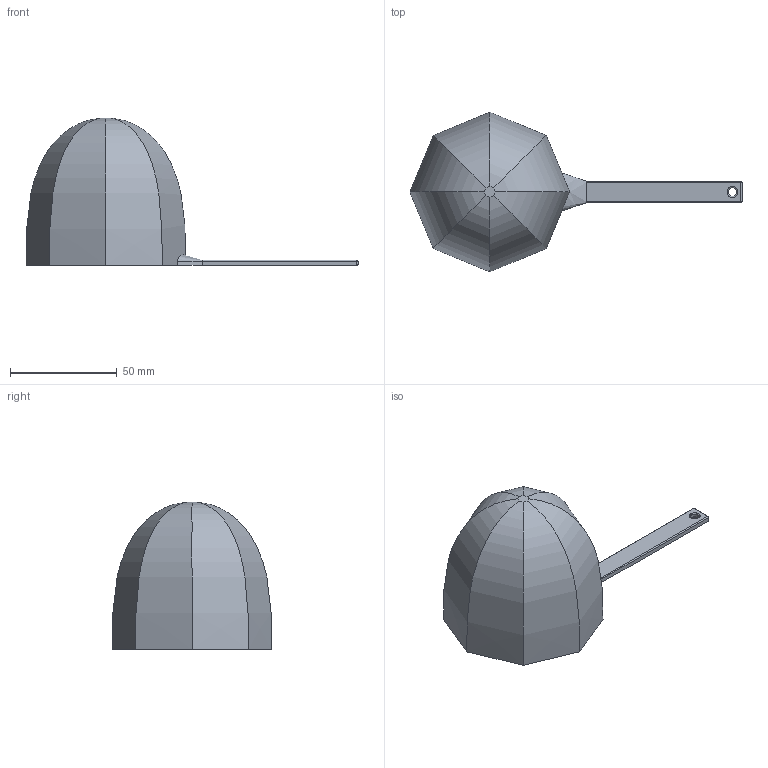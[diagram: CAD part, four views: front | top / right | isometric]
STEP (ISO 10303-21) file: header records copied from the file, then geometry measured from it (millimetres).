
FILE_DESCRIPTION( ( '' ), ' ' );
FILE_NAME( '5a7d43778525780fcf5fa7c5.step', '2018-02-09T06:45:11', ( '' ), ( '' ), ' ', ' ', ' ' );
FILE_SCHEMA( ( 'AUTOMOTIVE_DESIGN { 1 0 10303 214 1 1 1 1 }' ) );
Length unit declared in the file: metre
Products named in the file (1): Part 1
Bounding box: 155.57 x 74.8 x 69.34 mm (x, y, z)
Volume: 30246 mm3; surface area: 30532.2 mm2
Topology: 1 solids, 1 shells, 150 faces, 409 edges, 268 vertices
Faces by surface type: bspline 70, plane 61, offset 8, cylinder 7, torus 2, sphere 2
Full cylindrical faces by diameter (mm): 4 x1
Entity records: 10084 total; most frequent: CARTESIAN_POINT 5703, ORIENTED_EDGE 808, EDGE_CURVE 404, DIRECTION 363, VERTEX_POINT 268, B_SPLINE_CURVE_WITH_KNOTS 199, LINE 193, VECTOR 193
